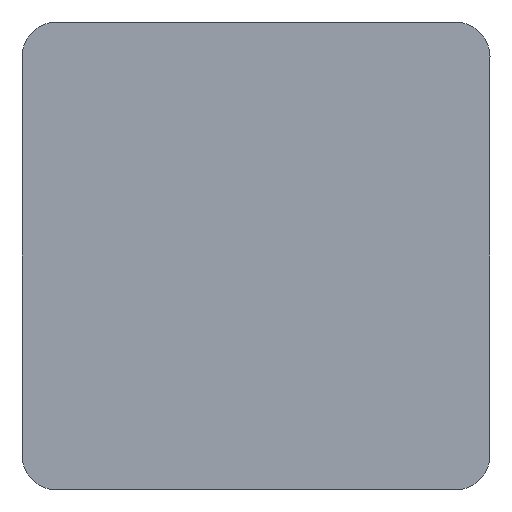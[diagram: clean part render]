
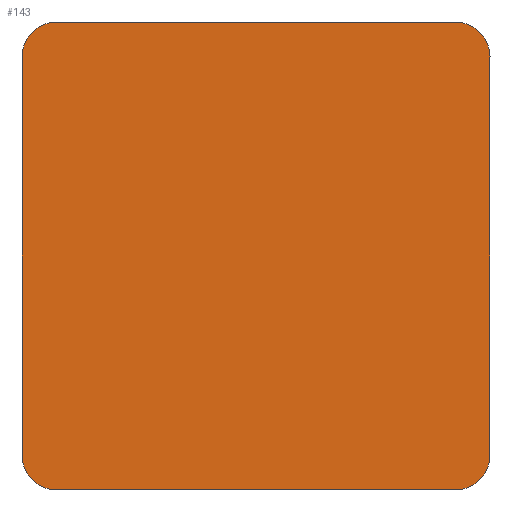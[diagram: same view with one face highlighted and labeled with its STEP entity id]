
A CAD part, top view. The second image highlights one B-rep face of the part: STEP entity #143.
In plain terms, the highlighted planar face has unit normal (0, 0, 1).
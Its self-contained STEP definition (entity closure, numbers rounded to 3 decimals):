
#85=EDGE_CURVE('',#155,#159,#204,.T.);
#93=VERTEX_POINT('',#214);
#99=EDGE_CURVE('',#159,#121,#220,.T.);
#117=EDGE_CURVE('',#157,#135,#241,.T.);
#121=VERTEX_POINT('',#245);
#135=VERTEX_POINT('',#261);
#137=EDGE_CURVE('',#163,#169,#263,.T.);
#139=EDGE_CURVE('',#169,#155,#265,.T.);
#143=ADVANCED_FACE('',(#269),#270,.T.);
#155=VERTEX_POINT('',#283);
#157=VERTEX_POINT('',#285);
#159=VERTEX_POINT('',#287);
#161=EDGE_CURVE('',#93,#157,#289,.T.);
#163=VERTEX_POINT('',#291);
#167=EDGE_CURVE('',#135,#163,#295,.T.);
#169=VERTEX_POINT('',#297);
#175=EDGE_CURVE('',#121,#93,#303,.T.);
#204=CIRCLE('',#325,0.4);
#214=CARTESIAN_POINT('',(5.0,5.4,0.0));
#220=LINE('',#344,#345);
#241=CIRCLE('',#375,0.4);
#245=CARTESIAN_POINT('',(5.4,5.0,0.0));
#261=CARTESIAN_POINT('',(0.,5.0,0.0));
#263=CIRCLE('',#402,0.4);
#265=LINE('',#405,#406);
#269=FACE_OUTER_BOUND('',#409,.T.);
#270=PLANE('',#410);
#283=CARTESIAN_POINT('',(5.0,0.0,0.0));
#285=CARTESIAN_POINT('',(0.4,5.4,0.0));
#287=CARTESIAN_POINT('',(5.4,0.4,0.0));
#289=LINE('',#436,#437);
#291=CARTESIAN_POINT('',(0.0,0.4,0.0));
#295=LINE('',#446,#447);
#297=CARTESIAN_POINT('',(0.4,0.0,0.0));
#303=CIRCLE('',#460,0.4);
#325=AXIS2_PLACEMENT_3D('',#471,#472,#473);
#344=CARTESIAN_POINT('',(5.4,0.4,0.0));
#345=VECTOR('',#495,1.0);
#375=AXIS2_PLACEMENT_3D('',#529,#530,#531);
#402=AXIS2_PLACEMENT_3D('',#550,#551,#552);
#405=CARTESIAN_POINT('',(0.4,0.0,0.0));
#406=VECTOR('',#553,1.0);
#409=EDGE_LOOP('',(#556,#557,#558,#559,#560,#561,#562,#563));
#410=AXIS2_PLACEMENT_3D('',#564,#565,#566);
#436=CARTESIAN_POINT('',(5.0,5.4,0.0));
#437=VECTOR('',#583,1.0);
#446=CARTESIAN_POINT('',(0.0,5.0,0.0));
#447=VECTOR('',#585,1.0);
#460=AXIS2_PLACEMENT_3D('',#588,#589,#590);
#471=CARTESIAN_POINT('',(5.,0.4,0.0));
#472=DIRECTION('',(0.0,0.0,1.0));
#473=DIRECTION('',(0.,-1.0,0.0));
#495=DIRECTION('',(0.0,1.0,0.0));
#529=CARTESIAN_POINT('',(0.4,5.,0.0));
#530=DIRECTION('',(0.0,0.0,1.0));
#531=DIRECTION('',(0.,1.0,0.0));
#550=CARTESIAN_POINT('',(0.4,0.4,0.0));
#551=DIRECTION('',(0.0,0.0,1.0));
#552=DIRECTION('',(-1.0,0.,0.0));
#553=DIRECTION('',(1.0,0.0,0.0));
#556=ORIENTED_EDGE('',*,*,#139,.T.);
#557=ORIENTED_EDGE('',*,*,#85,.T.);
#558=ORIENTED_EDGE('',*,*,#99,.T.);
#559=ORIENTED_EDGE('',*,*,#175,.T.);
#560=ORIENTED_EDGE('',*,*,#161,.T.);
#561=ORIENTED_EDGE('',*,*,#117,.T.);
#562=ORIENTED_EDGE('',*,*,#167,.T.);
#563=ORIENTED_EDGE('',*,*,#137,.T.);
#564=CARTESIAN_POINT('',(2.7,2.7,0.0));
#565=DIRECTION('',(0.0,0.0,1.0));
#566=DIRECTION('',(1.0,0.0,0.0));
#583=DIRECTION('',(-1.0,0.0,0.0));
#585=DIRECTION('',(0.0,-1.0,0.0));
#588=CARTESIAN_POINT('',(5.,5.,0.0));
#589=DIRECTION('',(0.0,-0.0,1.0));
#590=DIRECTION('',(1.0,0.,0.0));
